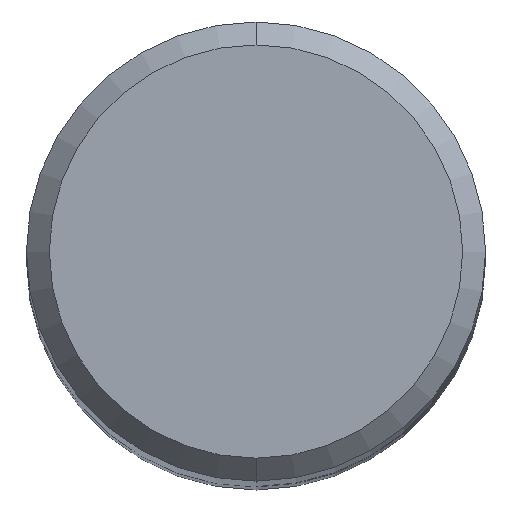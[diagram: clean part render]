
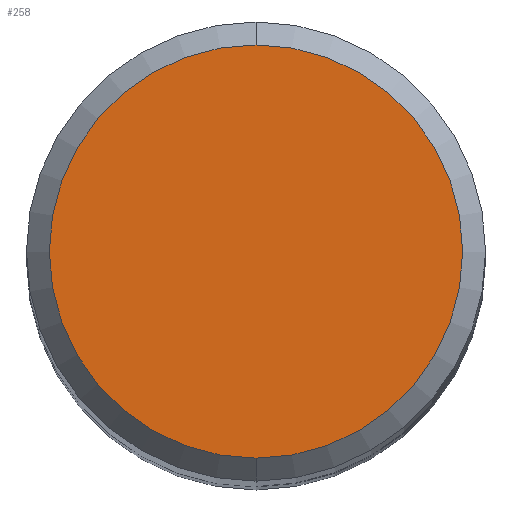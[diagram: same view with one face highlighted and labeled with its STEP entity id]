
A CAD part, top view. The second image highlights one B-rep face of the part: STEP entity #258.
In plain terms, the highlighted planar face has unit normal (0, 0, 1).
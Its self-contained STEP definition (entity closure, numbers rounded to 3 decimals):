
#236=VERTEX_POINT('',#539);
#258=ADVANCED_FACE('',(#562),#563,.T.);
#304=EDGE_CURVE('',#324,#236,#614,.T.);
#324=VERTEX_POINT('',#635);
#392=EDGE_CURVE('',#236,#324,#710,.T.);
#539=CARTESIAN_POINT('',(0.,-3.6,0.0));
#562=FACE_OUTER_BOUND('',#956,.T.);
#563=PLANE('',#957);
#614=CIRCLE('',#1066,3.6);
#635=CARTESIAN_POINT('',(0.0,3.6,0.0));
#710=CIRCLE('',#1279,3.6);
#956=EDGE_LOOP('',(#1525,#1526));
#957=AXIS2_PLACEMENT_3D('',#1527,#1528,#1529);
#1066=AXIS2_PLACEMENT_3D('',#1594,#1595,#1596);
#1279=AXIS2_PLACEMENT_3D('',#1685,#1686,#1687);
#1525=ORIENTED_EDGE('',*,*,#304,.F.);
#1526=ORIENTED_EDGE('',*,*,#392,.F.);
#1527=CARTESIAN_POINT('',(0.0,1.8,0.0));
#1528=DIRECTION('',(-0.0,0.0,1.0));
#1529=DIRECTION('',(0.0,-1.0,0.0));
#1594=CARTESIAN_POINT('',(0.0,0.0,0.0));
#1595=DIRECTION('',(0.0,0.0,-1.0));
#1596=DIRECTION('',(0.0,1.0,0.0));
#1685=CARTESIAN_POINT('',(0.0,0.0,0.0));
#1686=DIRECTION('',(0.0,0.0,-1.0));
#1687=DIRECTION('',(0.0,1.0,0.0));
